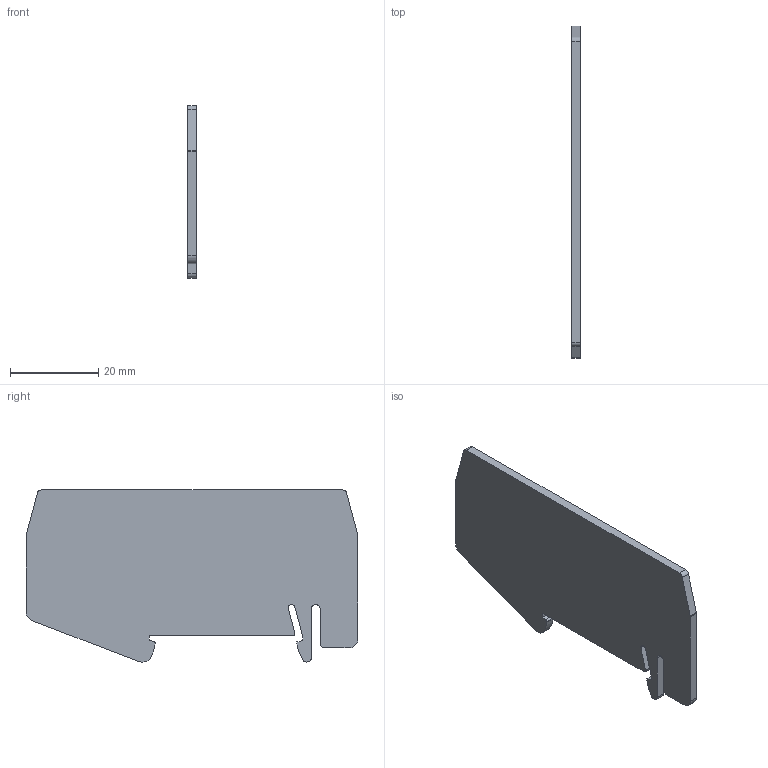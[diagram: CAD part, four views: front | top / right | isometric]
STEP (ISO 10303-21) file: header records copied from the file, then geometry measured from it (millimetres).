
FILE_DESCRIPTION(('STEP AP214'),'1');
FILE_NAME(' ',' ',('TraceParts'),('TraceParts S.A.'),'XStep 1.0',' ',' ');
FILE_SCHEMA(('automotive_design'));
Length unit declared in the file: millimetre
Products named in the file (1): NSYTRAPR23N
Bounding box: 2 x 75.2 x 39 mm (x, y, z)
Volume: 5019.1 mm3; surface area: 5536.6 mm2
Topology: 1 solids, 1 shells, 44 faces, 126 edges, 84 vertices
Faces by surface type: plane 24, cylinder 20
Entity records: 1475 total; most frequent: CARTESIAN_POINT 278, ORIENTED_EDGE 252, DIRECTION 248, EDGE_CURVE 126, VERTEX_POINT 84, LINE 84, VECTOR 84, AXIS2_PLACEMENT_3D 82
